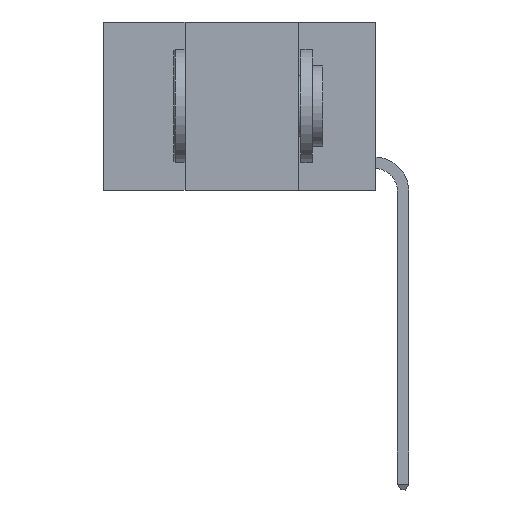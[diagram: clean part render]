
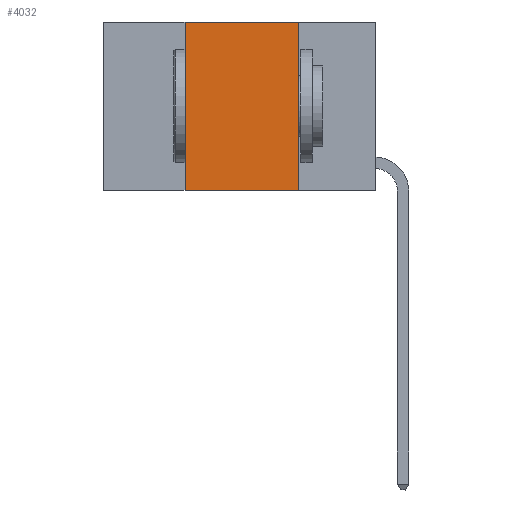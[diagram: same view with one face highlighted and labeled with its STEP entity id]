
A CAD part, left-side view. The second image highlights one B-rep face of the part: STEP entity #4032.
In plain terms, the highlighted planar face has unit normal (-1, 0, 0).
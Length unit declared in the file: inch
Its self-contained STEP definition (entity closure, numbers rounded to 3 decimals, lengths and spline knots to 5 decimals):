
#95 = ORIENTED_EDGE ( 'NONE', *, *, #789, .T. ) ;
#746 = LINE ( 'NONE', #15011, #21048 ) ;
#789 = EDGE_CURVE ( 'NONE', #5652, #2846, #15944, .T. ) ;
#2561 = AXIS2_PLACEMENT_3D ( 'NONE', #15307, #5554, #19219 ) ;
#2846 = VERTEX_POINT ( 'NONE', #5606 ) ;
#3356 = CARTESIAN_POINT ( 'NONE',  ( 0., 0.42, 0. ) ) ;
#3634 = CARTESIAN_POINT ( 'NONE',  ( 0., 0.17, 0. ) ) ;
#4032 = ADVANCED_FACE ( 'NONE', ( #22111 ), #25058, .F. ) ;
#4725 = VECTOR ( 'NONE', #9344, 39.37008 ) ;
#5260 = DIRECTION ( 'NONE',  ( 0., 0., 1. ) ) ;
#5554 = DIRECTION ( 'NONE',  ( 1., 0., 0. ) ) ;
#5606 = CARTESIAN_POINT ( 'NONE',  ( 0., 0.17, -0.37 ) ) ;
#5652 = VERTEX_POINT ( 'NONE', #14310 ) ;
#5975 = LINE ( 'NONE', #7363, #4725 ) ;
#6314 = LINE ( 'NONE', #8575, #10926 ) ;
#7363 = CARTESIAN_POINT ( 'NONE',  ( 0., 0.6, 0. ) ) ;
#8370 = EDGE_LOOP ( 'NONE', ( #15467, #11535, #11288, #95 ) ) ;
#8575 = CARTESIAN_POINT ( 'NONE',  ( 0., 0.17, 0. ) ) ;
#9244 = CARTESIAN_POINT ( 'NONE',  ( 0., 0.6, -0.37 ) ) ;
#9344 = DIRECTION ( 'NONE',  ( 0., -1., 0. ) ) ;
#10558 = DIRECTION ( 'NONE',  ( 0., 0., -1. ) ) ;
#10926 = VECTOR ( 'NONE', #10558, 39.37008 ) ;
#11207 = DIRECTION ( 'NONE',  ( 0., -1., 0. ) ) ;
#11288 = ORIENTED_EDGE ( 'NONE', *, *, #18474, .F. ) ;
#11535 = ORIENTED_EDGE ( 'NONE', *, *, #14814, .F. ) ;
#14310 = CARTESIAN_POINT ( 'NONE',  ( 0., 0.42, -0.37 ) ) ;
#14554 = EDGE_CURVE ( 'NONE', #17250, #2846, #6314, .T. ) ;
#14814 = EDGE_CURVE ( 'NONE', #19752, #17250, #5975, .T. ) ;
#15011 = CARTESIAN_POINT ( 'NONE',  ( 0., 0.42, 0. ) ) ;
#15307 = CARTESIAN_POINT ( 'NONE',  ( 0., 0.6, 0. ) ) ;
#15467 = ORIENTED_EDGE ( 'NONE', *, *, #14554, .F. ) ;
#15944 = LINE ( 'NONE', #9244, #20529 ) ;
#17250 = VERTEX_POINT ( 'NONE', #3634 ) ;
#18474 = EDGE_CURVE ( 'NONE', #5652, #19752, #746, .T. ) ;
#19219 = DIRECTION ( 'NONE',  ( 0., 0., -1. ) ) ;
#19752 = VERTEX_POINT ( 'NONE', #3356 ) ;
#20529 = VECTOR ( 'NONE', #11207, 39.37008 ) ;
#21048 = VECTOR ( 'NONE', #5260, 39.37008 ) ;
#22111 = FACE_OUTER_BOUND ( 'NONE', #8370, .T. ) ;
#25058 = PLANE ( 'NONE',  #2561 ) ;
